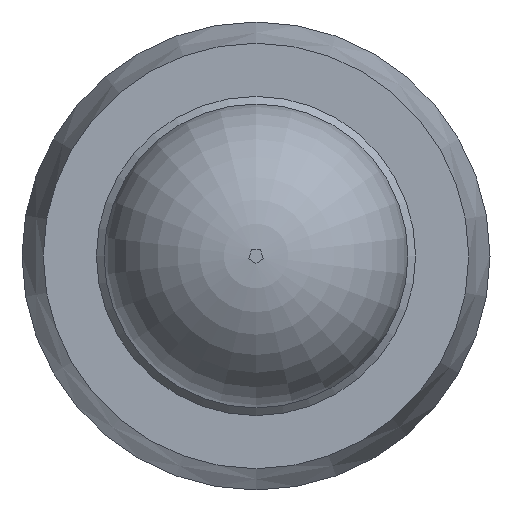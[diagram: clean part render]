
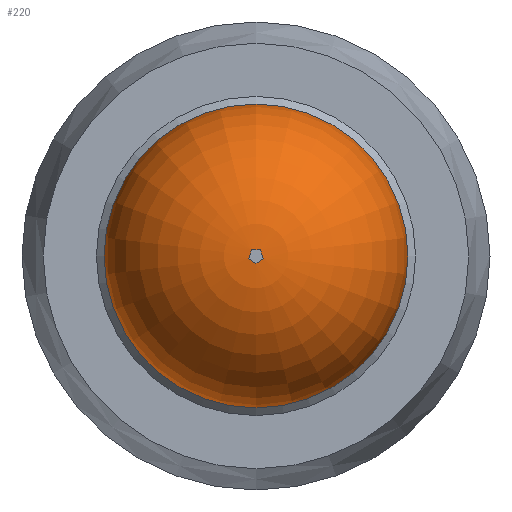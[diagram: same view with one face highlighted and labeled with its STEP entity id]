
A CAD part, left-side view. The second image highlights one B-rep face of the part: STEP entity #220.
In plain terms, the highlighted toroidal (fillet/blend) face has major radius 0.013 mm and minor radius 0.241 mm.
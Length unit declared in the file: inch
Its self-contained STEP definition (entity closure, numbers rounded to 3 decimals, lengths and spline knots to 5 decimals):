
#27 = DIRECTION ( 'NONE',  ( 0., 0., -1. ) ) ;
#67 = CIRCLE ( 'NONE', #369, 0.0005 ) ;
#88 = CARTESIAN_POINT ( 'NONE',  ( -0.4275, 0., 0. ) ) ;
#93 = ORIENTED_EDGE ( 'NONE', *, *, #366, .F. ) ;
#117 = AXIS2_PLACEMENT_3D ( 'NONE', #430, #238, #27 ) ;
#124 = DIRECTION ( 'NONE',  ( 0., 0., -1. ) ) ;
#170 = FACE_OUTER_BOUND ( 'NONE', #221, .T. ) ;
#186 = CARTESIAN_POINT ( 'NONE',  ( -0.4275, 0., -0.01 ) ) ;
#189 = VERTEX_POINT ( 'NONE', #452 ) ;
#220 = ADVANCED_FACE ( 'NONE', ( #170, #254 ), #266, .T. ) ;
#221 = EDGE_LOOP ( 'NONE', ( #93 ) ) ;
#238 = DIRECTION ( 'NONE',  ( 1., 0., 0. ) ) ;
#254 = FACE_OUTER_BOUND ( 'NONE', #400, .T. ) ;
#263 = DIRECTION ( 'NONE',  ( -1., 0., 0. ) ) ;
#266 = TOROIDAL_SURFACE ( 'NONE', #117, 0.0005, 0.0095 ) ;
#299 = ORIENTED_EDGE ( 'NONE', *, *, #445, .F. ) ;
#306 = VERTEX_POINT ( 'NONE', #186 ) ;
#348 = AXIS2_PLACEMENT_3D ( 'NONE', #88, #418, #420 ) ;
#366 = EDGE_CURVE ( 'NONE', #306, #306, #463, .T. ) ;
#369 = AXIS2_PLACEMENT_3D ( 'NONE', #449, #263, #124 ) ;
#400 = EDGE_LOOP ( 'NONE', ( #299 ) ) ;
#418 = DIRECTION ( 'NONE',  ( 1., 0., 0. ) ) ;
#420 = DIRECTION ( 'NONE',  ( 0., 0., -1. ) ) ;
#430 = CARTESIAN_POINT ( 'NONE',  ( -0.4275, 0., 0. ) ) ;
#445 = EDGE_CURVE ( 'NONE', #189, #189, #67, .T. ) ;
#449 = CARTESIAN_POINT ( 'NONE',  ( -0.437, 0., 0. ) ) ;
#452 = CARTESIAN_POINT ( 'NONE',  ( -0.437, 0., -0.0005 ) ) ;
#463 = CIRCLE ( 'NONE', #348, 0.01 ) ;
